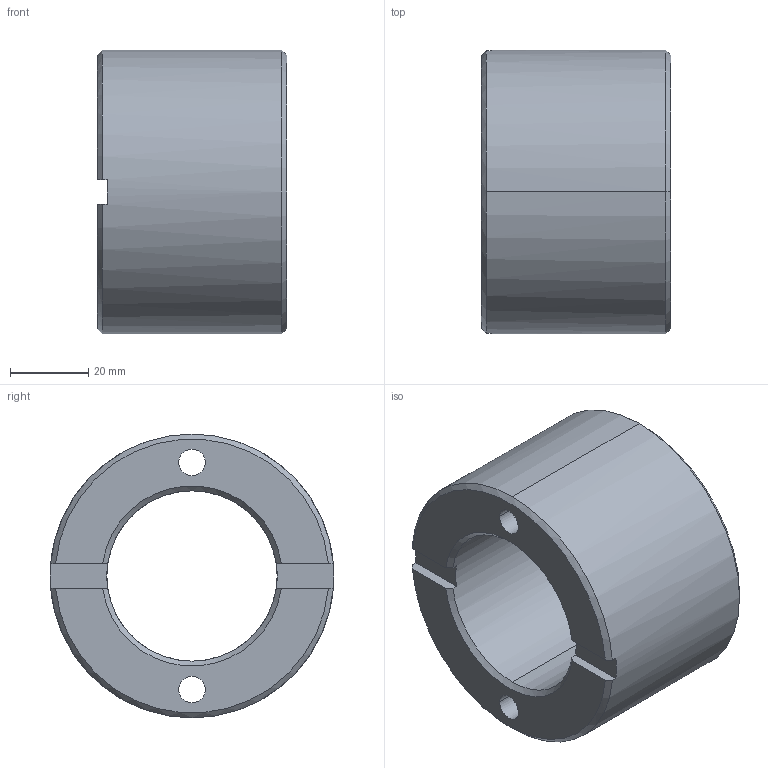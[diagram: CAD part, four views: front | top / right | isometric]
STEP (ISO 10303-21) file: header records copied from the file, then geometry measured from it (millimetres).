
FILE_DESCRIPTION((''),'2;1');
FILE_NAME('ILC72000000','2019-11-15T',('npeters'),(''),'PRO/ENGINEER BY PARAMETRIC TECHNOLOGY CORPORATION, 2013320','PRO/ENGINEER BY PARAMETRIC TECHNOLOGY CORPORATION, 2013320','');
FILE_SCHEMA(('AUTOMOTIVE_DESIGN { 1 0 10303 214 1 1 1 1 }'));
Length unit declared in the file: inch
Products named in the file (1): ILC72000000
Bounding box: 48.26 x 72.39 x 72.39 mm (x, y, z)
Volume: 121848.8 mm3; surface area: 24462.1 mm2
Topology: 1 solids, 1 shells, 31 faces, 80 edges, 52 vertices
Faces by surface type: cylinder 12, plane 11, cone 8
Entity records: 1303 total; most frequent: CARTESIAN_POINT 185, DIRECTION 174, ORIENTED_EDGE 160, PRESENTATION_STYLE_ASSIGNMENT 83, STYLED_ITEM 83, CURVE_STYLE 80, EDGE_CURVE 80, AXIS2_PLACEMENT_3D 71
